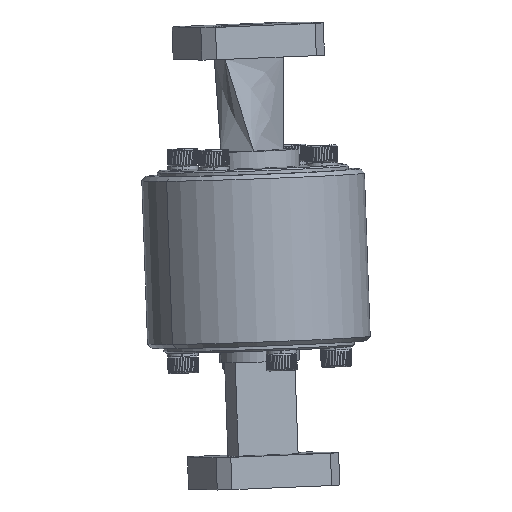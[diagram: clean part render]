
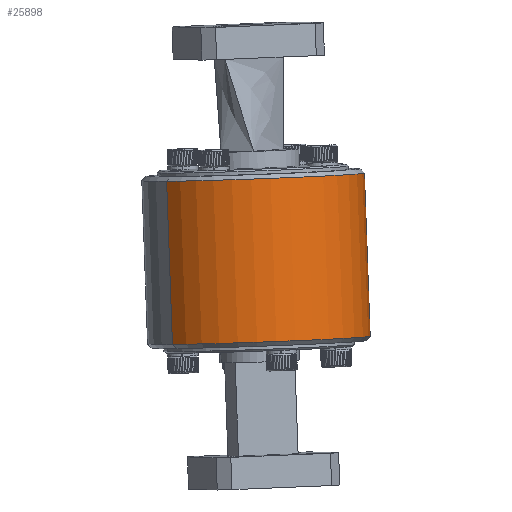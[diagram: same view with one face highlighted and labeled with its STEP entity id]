
A CAD part, front view. The second image highlights one B-rep face of the part: STEP entity #25898.
In plain terms, the highlighted cylindrical face has radius 16.637 mm (diameter 33.274 mm), a partial arc.
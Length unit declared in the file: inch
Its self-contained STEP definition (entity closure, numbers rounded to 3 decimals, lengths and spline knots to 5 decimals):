
#889 = DIRECTION ( 'NONE',  ( 0.036, 0.018, -0.999 ) ) ;
#1328 = LINE ( 'NONE', #19893, #30192 ) ;
#2392 = EDGE_CURVE ( 'NONE', #10060, #36962, #2527, .T. ) ;
#2527 = CIRCLE ( 'NONE', #37884, 0.655 ) ;
#3295 = AXIS2_PLACEMENT_3D ( 'NONE', #15719, #21805, #13107 ) ;
#7141 = DIRECTION ( 'NONE',  ( 0.776, 0.629, 0.039 ) ) ;
#7160 = CARTESIAN_POINT ( 'NONE',  ( -5.39615, -1.66371, -1.4946 ) ) ;
#7655 = DIRECTION ( 'NONE',  ( -0.776, -0.629, -0.039 ) ) ;
#8191 = DIRECTION ( 'NONE',  ( -0.036, -0.018, 0.999 ) ) ;
#9889 = CARTESIAN_POINT ( 'NONE',  ( -5.43035, -1.6812, -0.53537 ) ) ;
#10060 = VERTEX_POINT ( 'NONE', #9889 ) ;
#11666 = VERTEX_POINT ( 'NONE', #32425 ) ;
#13025 = CARTESIAN_POINT ( 'NONE',  ( -5.90361, -2.0755, -1.54522 ) ) ;
#13107 = DIRECTION ( 'NONE',  ( -0.776, -0.629, -0.039 ) ) ;
#15719 = CARTESIAN_POINT ( 'NONE',  ( -5.9045, -2.07596, -1.52024 ) ) ;
#16485 = VERTEX_POINT ( 'NONE', #7160 ) ;
#19893 = CARTESIAN_POINT ( 'NONE',  ( -6.41197, -2.48775, -1.57086 ) ) ;
#20525 = AXIS2_PLACEMENT_3D ( 'NONE', #13025, #34048, #7141 ) ;
#20742 = FACE_OUTER_BOUND ( 'NONE', #24411, .T. ) ;
#21166 = ORIENTED_EDGE ( 'NONE', *, *, #38217, .T. ) ;
#21805 = DIRECTION ( 'NONE',  ( -0.036, -0.018, 0.999 ) ) ;
#22202 = EDGE_CURVE ( 'NONE', #11666, #36962, #1328, .T. ) ;
#23733 = VECTOR ( 'NONE', #24597, 39.37008 ) ;
#24411 = EDGE_LOOP ( 'NONE', ( #32329, #21166, #28129, #28431 ) ) ;
#24597 = DIRECTION ( 'NONE',  ( -0.036, -0.018, 0.999 ) ) ;
#25221 = CIRCLE ( 'NONE', #3295, 0.655 ) ;
#25898 = ADVANCED_FACE ( 'NONE', ( #20742 ), #32824, .T. ) ;
#26441 = CARTESIAN_POINT ( 'NONE',  ( -5.9387, -2.09344, -0.56101 ) ) ;
#27558 = CARTESIAN_POINT ( 'NONE',  ( -5.39526, -1.66326, -1.51958 ) ) ;
#28129 = ORIENTED_EDGE ( 'NONE', *, *, #30257, .T. ) ;
#28431 = ORIENTED_EDGE ( 'NONE', *, *, #2392, .T. ) ;
#30192 = VECTOR ( 'NONE', #8191, 39.37008 ) ;
#30257 = EDGE_CURVE ( 'NONE', #16485, #10060, #31152, .T. ) ;
#31152 = LINE ( 'NONE', #27558, #23733 ) ;
#32329 = ORIENTED_EDGE ( 'NONE', *, *, #22202, .F. ) ;
#32425 = CARTESIAN_POINT ( 'NONE',  ( -6.41286, -2.4882, -1.54588 ) ) ;
#32824 = CYLINDRICAL_SURFACE ( 'NONE', #20525, 0.655 ) ;
#34048 = DIRECTION ( 'NONE',  ( -0.036, -0.018, 0.999 ) ) ;
#36891 = CARTESIAN_POINT ( 'NONE',  ( -6.44706, -2.50568, -0.58664 ) ) ;
#36962 = VERTEX_POINT ( 'NONE', #36891 ) ;
#37884 = AXIS2_PLACEMENT_3D ( 'NONE', #26441, #889, #7655 ) ;
#38217 = EDGE_CURVE ( 'NONE', #11666, #16485, #25221, .T. ) ;
